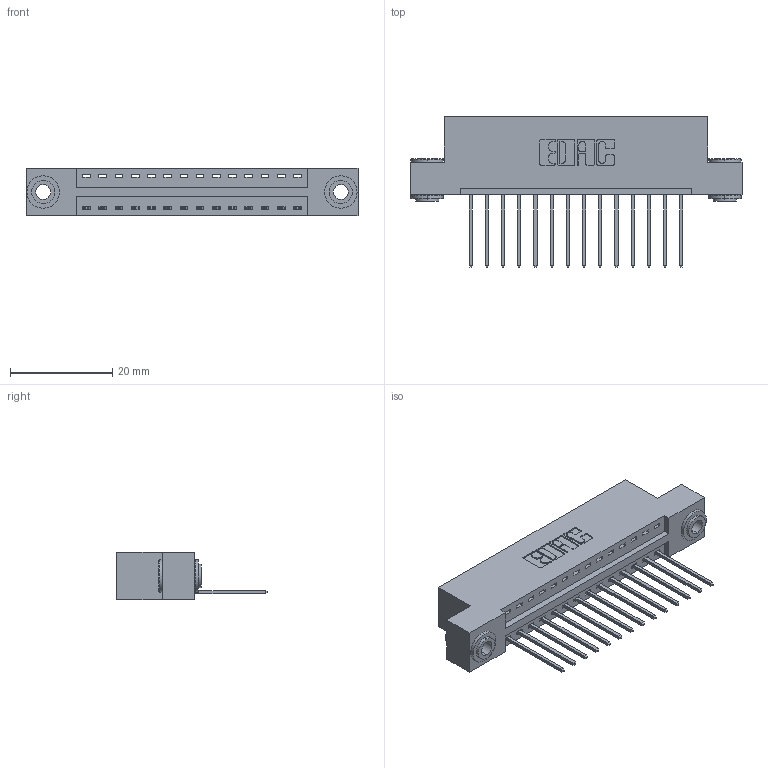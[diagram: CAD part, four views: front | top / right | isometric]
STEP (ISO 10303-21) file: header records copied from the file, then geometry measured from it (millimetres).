
FILE_DESCRIPTION (( 'STEP AP203' ), '1' );
FILE_NAME ('346-014-540-103.STEP', '2022-05-05T06:29:03', ( '' ), ( '' ), 'SwSTEP 2.0', 'SolidWorks 2020', '' );
FILE_SCHEMA (( 'CONFIG_CONTROL_DESIGN' ));
Length unit declared in the file: inch
Products named in the file (4): 345-250-002_345-250-002-102; 346 Part_Flush Mounting Lugs - 0.156 Dia-TH; 345-292-001_345-293-140; 346-014-540-103
Assembly tree (17 placements, depth 2):
  346-014-540-103
    346 Part_Flush Mounting Lugs - 0.156 Dia-TH
    345-292-001_345-293-140  x14
    345-250-002_345-250-002-102  x2
Bounding box: 65.02 x 29.46 x 9.4 mm (x, y, z)
Volume: 6051.6 mm3; surface area: 7651.4 mm2
Topology: 17 solids, 17 shells, 986 faces, 2905 edges, 1914 vertices
Faces by surface type: plane 660, cylinder 318, cone 8
Entity records: 13542 total; most frequent: CARTESIAN_POINT 2311, ORIENTED_EDGE 2250, DIRECTION 2103, EDGE_CURVE 1125, VECTOR 913, LINE 913, VERTEX_POINT 746, AXIS2_PLACEMENT_3D 595
